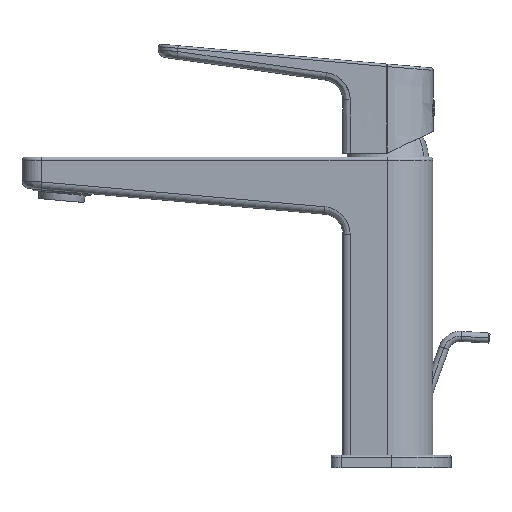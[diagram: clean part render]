
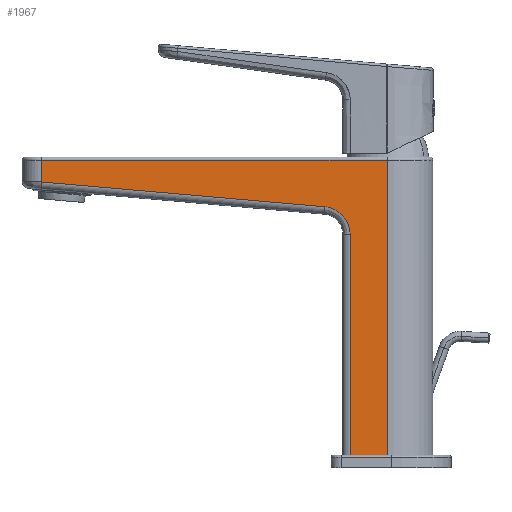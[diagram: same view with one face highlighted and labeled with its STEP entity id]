
A CAD part, left-side view. The second image highlights one B-rep face of the part: STEP entity #1967.
In plain terms, the highlighted planar face has unit normal (1, -0.018, 0).
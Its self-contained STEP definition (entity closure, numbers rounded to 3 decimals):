
#1876=CARTESIAN_POINT('Axis2P3D Location',(-39.769,-29.063,15.377)) ;
#1881=CARTESIAN_POINT('Line Origine',(-39.415,-8.753,17.377)) ;
#1885=CARTESIAN_POINT('Vertex',(-39.415,-8.753,19.377)) ;
#1887=CARTESIAN_POINT('Vertex',(-39.415,-8.753,15.377)) ;
#1890=CARTESIAN_POINT('Line Origine',(-39.286,-1.382,15.377)) ;
#1894=CARTESIAN_POINT('Vertex',(-39.157,5.99,15.377)) ;
#1897=CARTESIAN_POINT('Line Origine',(-39.157,5.99,17.377)) ;
#1901=CARTESIAN_POINT('Vertex',(-39.157,5.99,19.377)) ;
#1904=CARTESIAN_POINT('Line Origine',(-39.157,5.99,61.977)) ;
#1908=CARTESIAN_POINT('Vertex',(-39.157,5.99,104.577)) ;
#1912=CARTESIAN_POINT('Control Point',(-39.157,5.99,104.577)) ;
#1913=CARTESIAN_POINT('Control Point',(-39.157,5.99,105.067)) ;
#1914=CARTESIAN_POINT('Control Point',(-39.157,6.017,105.557)) ;
#1915=CARTESIAN_POINT('Control Point',(-39.156,6.072,106.045)) ;
#1916=CARTESIAN_POINT('Control Point',(-39.152,6.307,107.443)) ;
#1917=CARTESIAN_POINT('Control Point',(-39.144,6.765,108.79)) ;
#1918=CARTESIAN_POINT('Control Point',(-39.137,7.156,109.635)) ;
#1919=CARTESIAN_POINT('Control Point',(-39.12,8.109,111.232)) ;
#1920=CARTESIAN_POINT('Control Point',(-39.098,9.374,112.596)) ;
#1921=CARTESIAN_POINT('Control Point',(-39.086,10.076,113.208)) ;
#1922=CARTESIAN_POINT('Control Point',(-39.06,11.598,114.276)) ;
#1923=CARTESIAN_POINT('Control Point',(-39.03,13.308,115.005)) ;
#1924=CARTESIAN_POINT('Control Point',(-39.014,14.198,115.278)) ;
#1925=CARTESIAN_POINT('Control Point',(-38.998,15.111,115.455)) ;
#1926=CARTESIAN_POINT('Control Point',(-38.982,16.031,115.535)) ;
#1927=CARTESIAN_POINT('Vertex',(-38.982,16.031,115.535)) ;
#1930=CARTESIAN_POINT('Line Origine',(-37.996,72.554,120.481)) ;
#1934=CARTESIAN_POINT('Vertex',(-37.009,129.077,125.426)) ;
#1937=CARTESIAN_POINT('Line Origine',(-37.009,129.077,129.802)) ;
#1941=CARTESIAN_POINT('Vertex',(-37.009,129.077,134.177)) ;
#1944=CARTESIAN_POINT('Line Origine',(-38.212,60.162,134.177)) ;
#1948=CARTESIAN_POINT('Vertex',(-39.415,-8.753,134.177)) ;
#1951=CARTESIAN_POINT('Line Origine',(-39.415,-8.753,76.777)) ;
#1883=VECTOR('Line Direction',#1882,1.) ;
#1892=VECTOR('Line Direction',#1891,1.) ;
#1899=VECTOR('Line Direction',#1898,1.) ;
#1906=VECTOR('Line Direction',#1905,1.) ;
#1932=VECTOR('Line Direction',#1931,1.) ;
#1939=VECTOR('Line Direction',#1938,1.) ;
#1946=VECTOR('Line Direction',#1945,1.) ;
#1953=VECTOR('Line Direction',#1952,1.) ;
#1877=DIRECTION('Axis2P3D Direction',(1.,-0.017,0.)) ;
#1878=DIRECTION('Axis2P3D XDirection',(0.017,1.,0.)) ;
#1882=DIRECTION('Vector Direction',(0.,0.,1.)) ;
#1891=DIRECTION('Vector Direction',(-0.017,-1.,0.)) ;
#1898=DIRECTION('Vector Direction',(0.,0.,1.)) ;
#1905=DIRECTION('Vector Direction',(0.,0.,1.)) ;
#1931=DIRECTION('Vector Direction',(0.017,0.996,0.087)) ;
#1938=DIRECTION('Vector Direction',(0.,0.,1.)) ;
#1945=DIRECTION('Vector Direction',(-0.017,-1.,0.)) ;
#1952=DIRECTION('Vector Direction',(0.,0.,-1.)) ;
#1879=AXIS2_PLACEMENT_3D('Plane Axis2P3D',#1876,#1877,#1878) ;
#1884=LINE('Line',#1881,#1883) ;
#1893=LINE('Line',#1890,#1892) ;
#1900=LINE('Line',#1897,#1899) ;
#1907=LINE('Line',#1904,#1906) ;
#1933=LINE('Line',#1930,#1932) ;
#1940=LINE('Line',#1937,#1939) ;
#1947=LINE('Line',#1944,#1946) ;
#1954=LINE('Line',#1951,#1953) ;
#1880=PLANE('',#1879) ;
#1889=EDGE_CURVE('',#1886,#1888,#1884,.F.) ;
#1896=EDGE_CURVE('',#1888,#1895,#1893,.F.) ;
#1903=EDGE_CURVE('',#1895,#1902,#1900,.T.) ;
#1910=EDGE_CURVE('',#1902,#1909,#1907,.T.) ;
#1929=EDGE_CURVE('',#1909,#1928,#1911,.T.) ;
#1936=EDGE_CURVE('',#1928,#1935,#1933,.T.) ;
#1943=EDGE_CURVE('',#1935,#1942,#1940,.T.) ;
#1950=EDGE_CURVE('',#1942,#1949,#1947,.T.) ;
#1955=EDGE_CURVE('',#1949,#1886,#1954,.T.) ;
#1957=ORIENTED_EDGE('',*,*,#1889,.T.) ;
#1958=ORIENTED_EDGE('',*,*,#1896,.T.) ;
#1959=ORIENTED_EDGE('',*,*,#1903,.T.) ;
#1960=ORIENTED_EDGE('',*,*,#1910,.T.) ;
#1961=ORIENTED_EDGE('',*,*,#1929,.T.) ;
#1962=ORIENTED_EDGE('',*,*,#1936,.T.) ;
#1963=ORIENTED_EDGE('',*,*,#1943,.T.) ;
#1964=ORIENTED_EDGE('',*,*,#1950,.T.) ;
#1965=ORIENTED_EDGE('',*,*,#1955,.T.) ;
#1956=EDGE_LOOP('',(#1957,#1958,#1959,#1960,#1961,#1962,#1963,#1964,#1965)) ;
#1886=VERTEX_POINT('',#1885) ;
#1888=VERTEX_POINT('',#1887) ;
#1895=VERTEX_POINT('',#1894) ;
#1902=VERTEX_POINT('',#1901) ;
#1909=VERTEX_POINT('',#1908) ;
#1928=VERTEX_POINT('',#1927) ;
#1935=VERTEX_POINT('',#1934) ;
#1942=VERTEX_POINT('',#1941) ;
#1949=VERTEX_POINT('',#1948) ;
#1967=ADVANCED_FACE('Superficie.362',(#1966),#1880,.T.) ;
#1911=B_SPLINE_CURVE_WITH_KNOTS('',5,(#1912,#1913,#1914,#1915,#1916,#1917,#1918,#1919,#1920,#1921,#1922,#1923,#1924,#1925,#1926),.UNSPECIFIED.,.F.,.U.,(6,3,3,3,6),(32.645,35.675,41.393,47.111,52.826),.UNSPECIFIED.) ;
#1966=FACE_OUTER_BOUND('',#1956,.T.) ;
